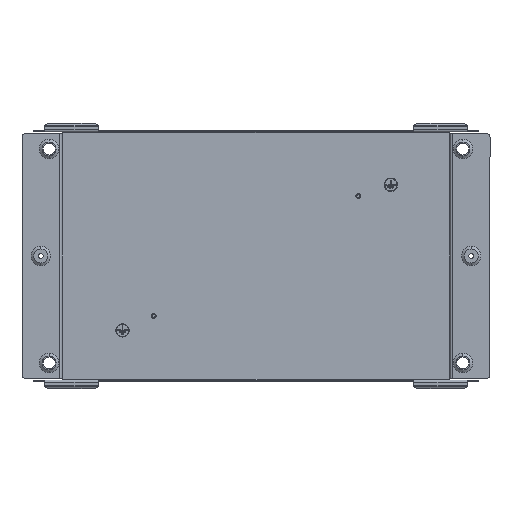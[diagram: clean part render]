
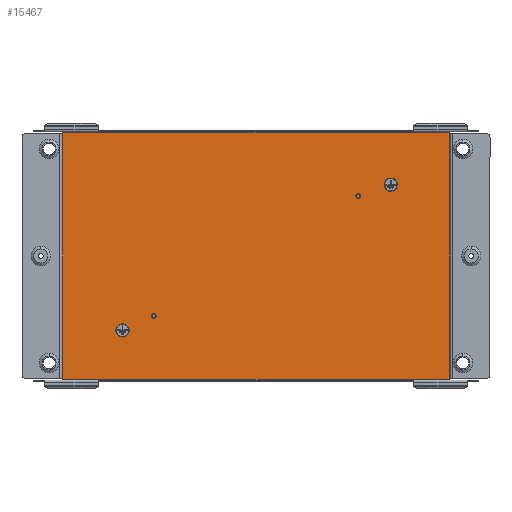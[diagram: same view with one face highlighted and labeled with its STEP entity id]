
A CAD part, front view. The second image highlights one B-rep face of the part: STEP entity #15467.
In plain terms, the highlighted planar face has unit normal (0, -1, 0).
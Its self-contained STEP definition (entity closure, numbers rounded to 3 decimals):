
#187 = LINE ( 'NONE', #21126, #24452 ) ;
#326 = EDGE_LOOP ( 'NONE', ( #3763, #10788, #32135, #574 ) ) ;
#508 = DIRECTION ( 'NONE',  ( 1., 0., 0. ) ) ;
#574 = ORIENTED_EDGE ( 'NONE', *, *, #20756, .F. ) ;
#1062 = FACE_OUTER_BOUND ( 'NONE', #326, .T. ) ;
#2233 = DIRECTION ( 'NONE',  ( -1., 0., 0. ) ) ;
#2324 = EDGE_CURVE ( 'NONE', #25417, #28352, #5224, .T. ) ;
#2990 = CARTESIAN_POINT ( 'NONE',  ( 288.75, -1.5, 187. ) ) ;
#3763 = ORIENTED_EDGE ( 'NONE', *, *, #2324, .F. ) ;
#4445 = AXIS2_PLACEMENT_3D ( 'NONE', #32406, #8729, #11279 ) ;
#4816 = CARTESIAN_POINT ( 'NONE',  ( -288.75, -1.5, -184. ) ) ;
#5224 = LINE ( 'NONE', #33517, #27336 ) ;
#5854 = EDGE_CURVE ( 'NONE', #21367, #25417, #20304, .T. ) ;
#8729 = DIRECTION ( 'NONE',  ( 0., -1., 0. ) ) ;
#10515 = DIRECTION ( 'NONE',  ( 0., 0., 1. ) ) ;
#10788 = ORIENTED_EDGE ( 'NONE', *, *, #5854, .F. ) ;
#11279 = DIRECTION ( 'NONE',  ( 0., 0., -1. ) ) ;
#11778 = PLANE ( 'NONE',  #4445 ) ;
#13208 = DIRECTION ( 'NONE',  ( 0., 0., -1. ) ) ;
#14374 = CARTESIAN_POINT ( 'NONE',  ( 288.75, -1.5, -184. ) ) ;
#15467 = ADVANCED_FACE ( 'NONE', ( #1062 ), #11778, .T. ) ;
#18802 = CARTESIAN_POINT ( 'NONE',  ( 288.75, -1.5, 184. ) ) ;
#20148 = VERTEX_POINT ( 'NONE', #18802 ) ;
#20304 = LINE ( 'NONE', #27979, #26769 ) ;
#20756 = EDGE_CURVE ( 'NONE', #28352, #20148, #187, .T. ) ;
#21126 = CARTESIAN_POINT ( 'NONE',  ( -288.75, -1.5, 184. ) ) ;
#21367 = VERTEX_POINT ( 'NONE', #14374 ) ;
#21610 = VECTOR ( 'NONE', #13208, 1000. ) ;
#24452 = VECTOR ( 'NONE', #508, 1000. ) ;
#25108 = EDGE_CURVE ( 'NONE', #20148, #21367, #26170, .T. ) ;
#25417 = VERTEX_POINT ( 'NONE', #4816 ) ;
#26170 = LINE ( 'NONE', #2990, #21610 ) ;
#26769 = VECTOR ( 'NONE', #2233, 1000. ) ;
#27336 = VECTOR ( 'NONE', #10515, 1000. ) ;
#27979 = CARTESIAN_POINT ( 'NONE',  ( 288.75, -1.5, -184. ) ) ;
#28352 = VERTEX_POINT ( 'NONE', #33569 ) ;
#32135 = ORIENTED_EDGE ( 'NONE', *, *, #25108, .F. ) ;
#32406 = CARTESIAN_POINT ( 'NONE',  ( 0., -1.5, 0. ) ) ;
#33517 = CARTESIAN_POINT ( 'NONE',  ( -288.75, -1.5, -187. ) ) ;
#33569 = CARTESIAN_POINT ( 'NONE',  ( -288.75, -1.5, 184. ) ) ;
